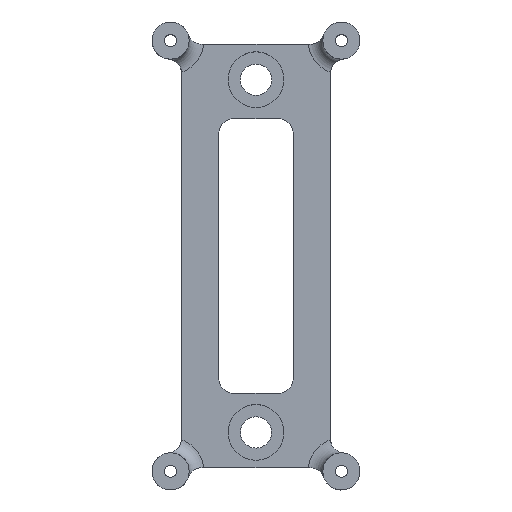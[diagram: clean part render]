
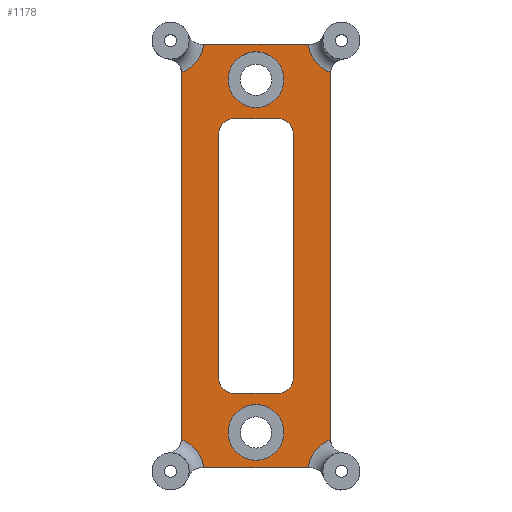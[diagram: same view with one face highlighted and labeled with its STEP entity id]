
A CAD part, top view. The second image highlights one B-rep face of the part: STEP entity #1178.
In plain terms, the highlighted planar face has unit normal (0, 0, 1).
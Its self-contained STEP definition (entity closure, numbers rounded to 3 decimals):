
#44=FACE_BOUND('',#308,.T.);
#45=FACE_BOUND('',#309,.T.);
#46=FACE_BOUND('',#310,.T.);
#79=CIRCLE('',#1210,2.);
#80=CIRCLE('',#1213,2.);
#115=CIRCLE('',#1269,2.);
#116=CIRCLE('',#1272,2.);
#121=CIRCLE('',#1281,4.5);
#123=CIRCLE('',#1285,4.5);
#124=CIRCLE('',#1287,4.5);
#128=CIRCLE('',#1293,4.5);
#129=CIRCLE('',#1296,2.);
#130=CIRCLE('',#1298,2.);
#131=CIRCLE('',#1303,2.);
#132=CIRCLE('',#1306,2.);
#139=CIRCLE('',#1324,3.75);
#142=CIRCLE('',#1330,3.75);
#226=FACE_OUTER_BOUND('',#307,.T.);
#307=EDGE_LOOP('',(#1065,#1066,#1067,#1068,#1069,#1070,#1071,#1072,#1073,
#1074,#1075,#1076));
#308=EDGE_LOOP('',(#1077));
#309=EDGE_LOOP('',(#1078));
#310=EDGE_LOOP('',(#1079,#1080,#1081,#1082,#1083,#1084,#1085,#1086));
#330=LINE('',#1757,#414);
#333=LINE('',#1765,#417);
#364=LINE('',#1923,#448);
#370=LINE('',#1972,#454);
#379=LINE('',#2078,#463);
#381=LINE('',#2082,#465);
#383=LINE('',#2089,#467);
#386=LINE('',#2096,#470);
#414=VECTOR('',#1392,10.);
#417=VECTOR('',#1401,10.);
#448=VECTOR('',#1544,10.);
#454=VECTOR('',#1564,10.);
#463=VECTOR('',#1617,10.);
#465=VECTOR('',#1623,10.);
#467=VECTOR('',#1631,10.);
#470=VECTOR('',#1640,10.);
#495=VERTEX_POINT('',#1749);
#496=VERTEX_POINT('',#1751);
#497=VERTEX_POINT('',#1755);
#498=VERTEX_POINT('',#1759);
#499=VERTEX_POINT('',#1763);
#544=VERTEX_POINT('',#1904);
#545=VERTEX_POINT('',#1906);
#546=VERTEX_POINT('',#1921);
#548=VERTEX_POINT('',#1927);
#553=VERTEX_POINT('',#1966);
#554=VERTEX_POINT('',#1971);
#558=VERTEX_POINT('',#1995);
#561=VERTEX_POINT('',#2019);
#562=VERTEX_POINT('',#2024);
#567=VERTEX_POINT('',#2062);
#568=VERTEX_POINT('',#2070);
#569=VERTEX_POINT('',#2074);
#570=VERTEX_POINT('',#2084);
#571=VERTEX_POINT('',#2088);
#572=VERTEX_POINT('',#2092);
#579=VERTEX_POINT('',#2123);
#582=VERTEX_POINT('',#2134);
#608=EDGE_CURVE('',#495,#496,#79,.T.);
#611=EDGE_CURVE('',#495,#497,#330,.T.);
#613=EDGE_CURVE('',#498,#497,#80,.T.);
#615=EDGE_CURVE('',#498,#499,#333,.T.);
#680=EDGE_CURVE('',#544,#545,#115,.T.);
#683=EDGE_CURVE('',#546,#544,#364,.T.);
#686=EDGE_CURVE('',#548,#546,#116,.T.);
#695=EDGE_CURVE('',#553,#554,#370,.T.);
#701=EDGE_CURVE('',#558,#553,#121,.T.);
#706=EDGE_CURVE('',#554,#548,#123,.T.);
#708=EDGE_CURVE('',#561,#562,#124,.T.);
#717=EDGE_CURVE('',#545,#567,#128,.T.);
#720=EDGE_CURVE('',#568,#558,#129,.T.);
#721=EDGE_CURVE('',#562,#569,#130,.T.);
#723=EDGE_CURVE('',#569,#568,#379,.T.);
#725=EDGE_CURVE('',#567,#561,#381,.T.);
#727=EDGE_CURVE('',#570,#499,#131,.T.);
#728=EDGE_CURVE('',#571,#496,#383,.T.);
#730=EDGE_CURVE('',#571,#572,#132,.T.);
#732=EDGE_CURVE('',#570,#572,#386,.T.);
#743=EDGE_CURVE('',#579,#579,#139,.T.);
#748=EDGE_CURVE('',#582,#582,#142,.T.);
#1065=ORIENTED_EDGE('',*,*,#701,.F.);
#1066=ORIENTED_EDGE('',*,*,#720,.F.);
#1067=ORIENTED_EDGE('',*,*,#723,.F.);
#1068=ORIENTED_EDGE('',*,*,#721,.F.);
#1069=ORIENTED_EDGE('',*,*,#708,.F.);
#1070=ORIENTED_EDGE('',*,*,#725,.F.);
#1071=ORIENTED_EDGE('',*,*,#717,.F.);
#1072=ORIENTED_EDGE('',*,*,#680,.F.);
#1073=ORIENTED_EDGE('',*,*,#683,.F.);
#1074=ORIENTED_EDGE('',*,*,#686,.F.);
#1075=ORIENTED_EDGE('',*,*,#706,.F.);
#1076=ORIENTED_EDGE('',*,*,#695,.F.);
#1077=ORIENTED_EDGE('',*,*,#743,.T.);
#1078=ORIENTED_EDGE('',*,*,#748,.T.);
#1079=ORIENTED_EDGE('',*,*,#615,.T.);
#1080=ORIENTED_EDGE('',*,*,#727,.F.);
#1081=ORIENTED_EDGE('',*,*,#732,.T.);
#1082=ORIENTED_EDGE('',*,*,#730,.F.);
#1083=ORIENTED_EDGE('',*,*,#728,.T.);
#1084=ORIENTED_EDGE('',*,*,#608,.F.);
#1085=ORIENTED_EDGE('',*,*,#611,.T.);
#1086=ORIENTED_EDGE('',*,*,#613,.F.);
#1110=PLANE('',#1332);
#1178=ADVANCED_FACE('',(#226,#44,#45,#46),#1110,.T.);
#1210=AXIS2_PLACEMENT_3D('',#1752,#1386,#1387);
#1213=AXIS2_PLACEMENT_3D('',#1761,#1396,#1397);
#1269=AXIS2_PLACEMENT_3D('',#1907,#1539,#1540);
#1272=AXIS2_PLACEMENT_3D('',#1940,#1548,#1549);
#1281=AXIS2_PLACEMENT_3D('',#2008,#1571,#1572);
#1285=AXIS2_PLACEMENT_3D('',#2016,#1582,#1583);
#1287=AXIS2_PLACEMENT_3D('',#2025,#1586,#1587);
#1293=AXIS2_PLACEMENT_3D('',#2063,#1601,#1602);
#1296=AXIS2_PLACEMENT_3D('',#2072,#1608,#1609);
#1298=AXIS2_PLACEMENT_3D('',#2075,#1612,#1613);
#1303=AXIS2_PLACEMENT_3D('',#2086,#1627,#1628);
#1306=AXIS2_PLACEMENT_3D('',#2093,#1635,#1636);
#1324=AXIS2_PLACEMENT_3D('',#2124,#1677,#1678);
#1330=AXIS2_PLACEMENT_3D('',#2135,#1691,#1692);
#1332=AXIS2_PLACEMENT_3D('',#2139,#1697,#1698);
#1386=DIRECTION('center_axis',(0.,0.,1.));
#1387=DIRECTION('ref_axis',(0.707,0.707,0.));
#1392=DIRECTION('',(0.,-1.,0.));
#1396=DIRECTION('center_axis',(0.,0.,1.));
#1397=DIRECTION('ref_axis',(0.707,-0.707,0.));
#1401=DIRECTION('',(-1.,0.,0.));
#1539=DIRECTION('center_axis',(0.,0.,1.));
#1540=DIRECTION('ref_axis',(0.745,0.667,0.));
#1544=DIRECTION('',(0.,1.,0.));
#1548=DIRECTION('center_axis',(0.,0.,1.));
#1549=DIRECTION('ref_axis',(0.745,-0.667,0.));
#1564=DIRECTION('',(-1.,0.,0.));
#1571=DIRECTION('center_axis',(0.,0.,1.));
#1572=DIRECTION('ref_axis',(-0.783,0.622,0.));
#1582=DIRECTION('center_axis',(0.,0.,1.));
#1583=DIRECTION('ref_axis',(0.783,0.622,0.));
#1586=DIRECTION('center_axis',(0.,0.,1.));
#1587=DIRECTION('ref_axis',(-0.783,-0.622,0.));
#1601=DIRECTION('center_axis',(0.,0.,1.));
#1602=DIRECTION('ref_axis',(0.783,-0.622,0.));
#1608=DIRECTION('center_axis',(0.,0.,1.));
#1609=DIRECTION('ref_axis',(-0.745,-0.667,0.));
#1612=DIRECTION('center_axis',(0.,0.,1.));
#1613=DIRECTION('ref_axis',(-0.745,0.667,0.));
#1617=DIRECTION('',(0.,-1.,0.));
#1623=DIRECTION('',(1.,0.,0.));
#1627=DIRECTION('center_axis',(0.,0.,1.));
#1628=DIRECTION('ref_axis',(-0.707,-0.707,0.));
#1631=DIRECTION('',(1.,0.,0.));
#1635=DIRECTION('center_axis',(0.,0.,1.));
#1636=DIRECTION('ref_axis',(-0.707,0.707,0.));
#1640=DIRECTION('',(0.,1.,0.));
#1677=DIRECTION('center_axis',(0.,0.,-1.));
#1678=DIRECTION('ref_axis',(1.,0.,0.));
#1691=DIRECTION('center_axis',(0.,0.,-1.));
#1692=DIRECTION('ref_axis',(1.,0.,0.));
#1697=DIRECTION('center_axis',(0.,0.,1.));
#1698=DIRECTION('ref_axis',(1.,0.,0.));
#1749=CARTESIAN_POINT('',(5.,16.5,0.));
#1751=CARTESIAN_POINT('',(3.,18.5,0.));
#1752=CARTESIAN_POINT('Origin',(3.,16.5,0.));
#1755=CARTESIAN_POINT('',(5.,-16.5,0.));
#1757=CARTESIAN_POINT('',(5.,18.5,0.));
#1759=CARTESIAN_POINT('',(3.,-18.5,0.));
#1761=CARTESIAN_POINT('Origin',(3.,-16.5,0.));
#1763=CARTESIAN_POINT('',(-3.,-18.5,0.));
#1765=CARTESIAN_POINT('',(5.,-18.5,0.));
#1904=CARTESIAN_POINT('',(-10.,24.528,0.));
#1906=CARTESIAN_POINT('',(-10.013,24.753,0.));
#1907=CARTESIAN_POINT('Origin',(-12.,24.528,0.));
#1921=CARTESIAN_POINT('',(-10.,-24.528,0.));
#1923=CARTESIAN_POINT('',(-10.,-28.5,0.));
#1927=CARTESIAN_POINT('',(-10.013,-24.753,0.));
#1940=CARTESIAN_POINT('Origin',(-12.,-24.528,0.));
#1966=CARTESIAN_POINT('',(7.028,-28.5,0.));
#1971=CARTESIAN_POINT('',(-7.028,-28.5,0.));
#1972=CARTESIAN_POINT('',(10.,-28.5,0.));
#1995=CARTESIAN_POINT('',(10.013,-24.753,0.));
#2008=CARTESIAN_POINT('Origin',(11.5,-29.,0.));
#2016=CARTESIAN_POINT('Origin',(-11.5,-29.,0.));
#2019=CARTESIAN_POINT('',(7.028,28.5,0.));
#2024=CARTESIAN_POINT('',(10.013,24.753,0.));
#2025=CARTESIAN_POINT('Origin',(11.5,29.,0.));
#2062=CARTESIAN_POINT('',(-7.028,28.5,0.));
#2063=CARTESIAN_POINT('Origin',(-11.5,29.,0.));
#2070=CARTESIAN_POINT('',(10.,-24.528,0.));
#2072=CARTESIAN_POINT('Origin',(12.,-24.528,0.));
#2074=CARTESIAN_POINT('',(10.,24.528,0.));
#2075=CARTESIAN_POINT('Origin',(12.,24.528,0.));
#2078=CARTESIAN_POINT('',(10.,28.5,0.));
#2082=CARTESIAN_POINT('',(-10.,28.5,0.));
#2084=CARTESIAN_POINT('',(-5.,-16.5,0.));
#2086=CARTESIAN_POINT('Origin',(-3.,-16.5,0.));
#2088=CARTESIAN_POINT('',(-3.,18.5,0.));
#2089=CARTESIAN_POINT('',(-5.,18.5,0.));
#2092=CARTESIAN_POINT('',(-5.,16.5,0.));
#2093=CARTESIAN_POINT('Origin',(-3.,16.5,0.));
#2096=CARTESIAN_POINT('',(-5.,-18.5,0.));
#2123=CARTESIAN_POINT('',(-3.75,23.75,0.));
#2124=CARTESIAN_POINT('Origin',(0.,23.75,0.));
#2134=CARTESIAN_POINT('',(-3.75,-23.75,0.));
#2135=CARTESIAN_POINT('Origin',(0.,-23.75,0.));
#2139=CARTESIAN_POINT('Origin',(0.,0.,0.));
